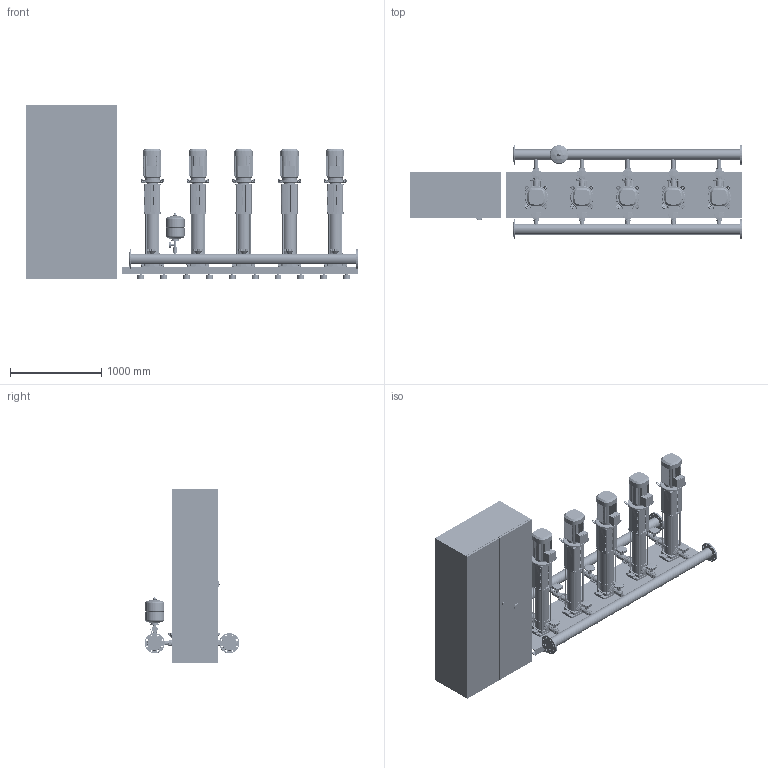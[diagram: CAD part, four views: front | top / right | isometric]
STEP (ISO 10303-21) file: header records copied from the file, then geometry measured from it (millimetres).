
FILE_DESCRIPTION((''),'2;1');
FILE_NAME('3d_COR-5HELIXV1609_K_CC-01-2532292.stp','2016-01-22T13:04:23',(''),(''),'Mechanical Desktop 2009','Mechanical Desktop 2009',', , ');
FILE_SCHEMA(('CONFIG_CONTROL_DESIGN'));
Length unit declared in the file: millimetre
Products named in the file (1): Product
Bounding box: 3630 x 1036 x 1900 mm (x, y, z)
Volume: 1191016129.3 mm3; surface area: 25131754.5 mm2
Topology: 248 solids, 248 shells, 9523 faces, 25237 edges, 16551 vertices
Faces by surface type: plane 4200, bspline 2511, cylinder 2230, cone 406, torus 144, sphere 32
Entity records: 315018 total; most frequent: CARTESIAN_POINT 78536, ORIENTED_EDGE 50418, DIRECTION 45663, EDGE_CURVE 25209, VECTOR 16595, LINE 16595, VERTEX_POINT 16546, AXIS2_PLACEMENT_3D 14534
